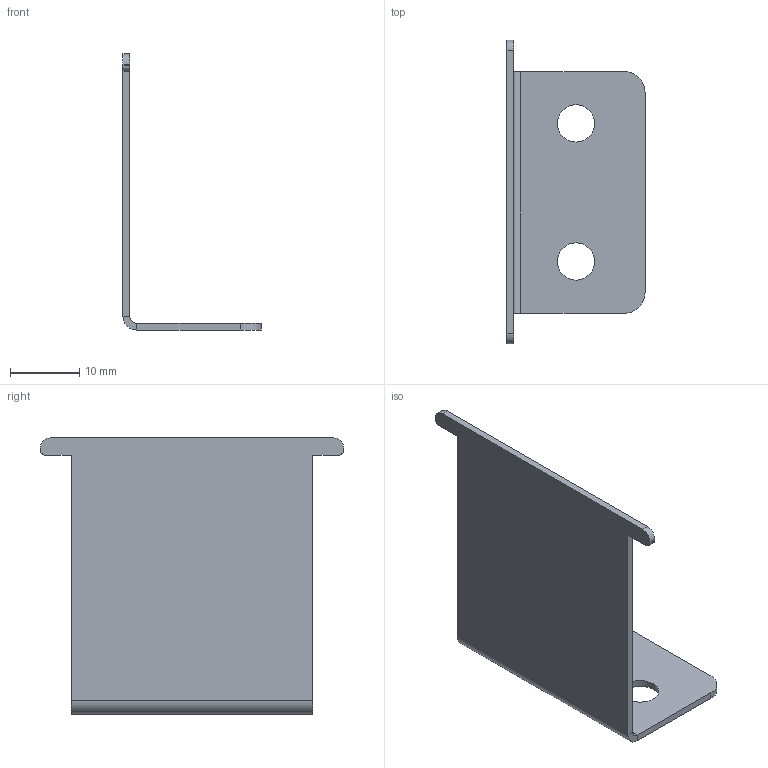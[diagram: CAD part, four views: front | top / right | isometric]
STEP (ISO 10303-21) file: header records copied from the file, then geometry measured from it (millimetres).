
FILE_DESCRIPTION((''),'2;1');
FILE_NAME('141859_SW','2008-08-15T',('banengservice'),('BANNER ENGINEERING'),'PRO/ENGINEER BY PARAMETRIC TECHNOLOGY CORPORATION, 2006170','PRO/ENGINEER BY PARAMETRIC TECHNOLOGY CORPORATION, 2006170','');
FILE_SCHEMA(('CONFIG_CONTROL_DESIGN'));
Length unit declared in the file: inch
Products named in the file (1): 141859_SW
Bounding box: 20 x 44 x 40 mm (x, y, z)
Volume: 2014.1 mm3; surface area: 4262.2 mm2
Topology: 1 solids, 1 shells, 28 faces, 70 edges, 44 vertices
Faces by surface type: plane 16, cylinder 12
Entity records: 882 total; most frequent: DIRECTION 150, CARTESIAN_POINT 142, ORIENTED_EDGE 140, EDGE_CURVE 70, AXIS2_PLACEMENT_3D 52, VECTOR 46, LINE 46, VERTEX_POINT 44
